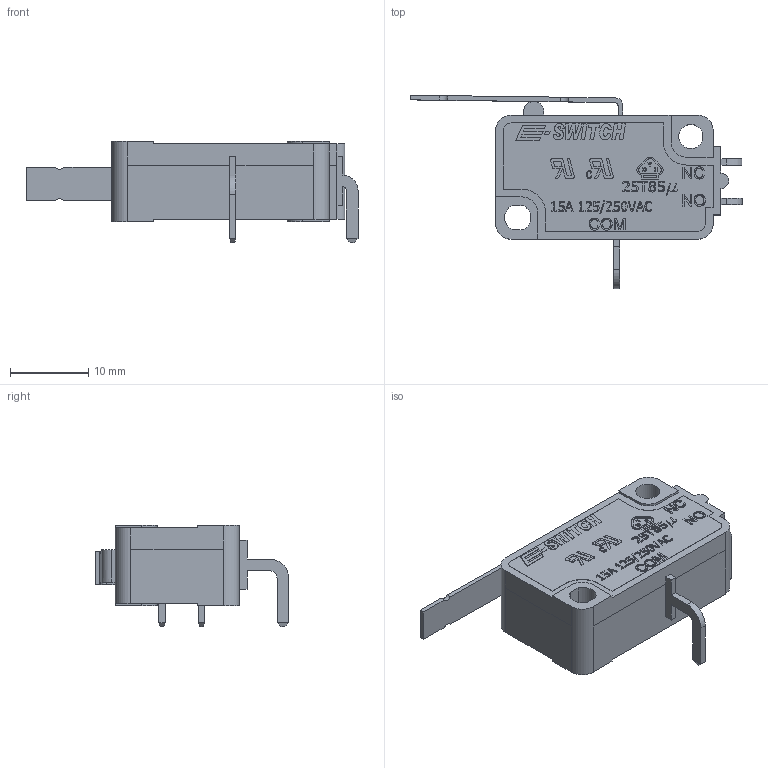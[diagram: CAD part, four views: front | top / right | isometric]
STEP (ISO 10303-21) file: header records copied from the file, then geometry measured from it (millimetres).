
FILE_DESCRIPTION((' '),'2;1');
FILE_NAME('LS085xx02FxxxV1A.stp','2017-07-31T15:26:35',(' '),(' '),' ','ACIS',' ');
FILE_SCHEMA(('CONFIG_CONTROL_DESIGN'));
Length unit declared in the file: inch
Products named in the file (1): LS085xx02FxxxV1A.stp
Bounding box: 42.56 x 24.81 x 12.95 mm (x, y, z)
Volume: 4357 mm3; surface area: 2575.1 mm2
Topology: 1 solids, 1 shells, 788 faces, 2175 edges, 1444 vertices
Faces by surface type: plane 529, bspline 204, cylinder 55
Full cylindrical faces by diameter (mm): 3.1 x1
Entity records: 26581 total; most frequent: CARTESIAN_POINT 7653, ORIENTED_EDGE 4350, DIRECTION 3048, EDGE_CURVE 2175, VECTOR 1656, LINE 1656, VERTEX_POINT 1443, EDGE_LOOP 848
